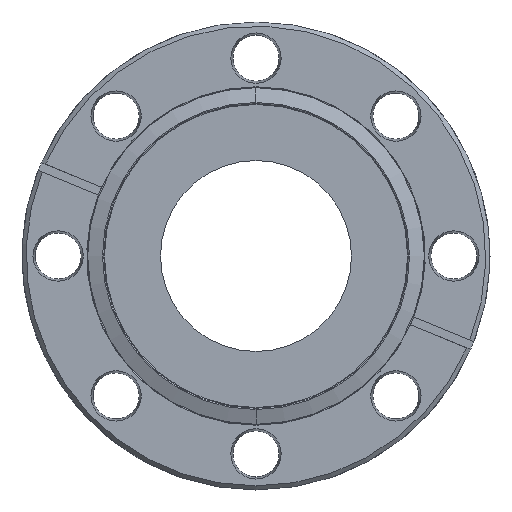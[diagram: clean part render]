
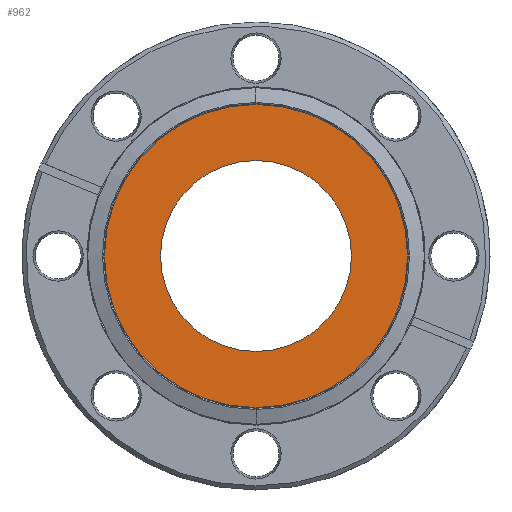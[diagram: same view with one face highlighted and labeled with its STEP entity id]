
A CAD part, left-side view. The second image highlights one B-rep face of the part: STEP entity #962.
In plain terms, the highlighted planar face has unit normal (-1, 0, 0).
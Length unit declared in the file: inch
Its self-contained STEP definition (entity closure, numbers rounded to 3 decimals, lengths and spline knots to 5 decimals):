
#95 = DIRECTION ( 'NONE',  ( -1., 0., 0. ) ) ;
#115 = AXIS2_PLACEMENT_3D ( 'NONE', #655, #1847, #861 ) ;
#333 = ORIENTED_EDGE ( 'NONE', *, *, #1989, .T. ) ;
#371 = DIRECTION ( 'NONE',  ( -1., 0., 0. ) ) ;
#372 = FACE_BOUND ( 'NONE', #2373, .T. ) ;
#411 = ORIENTED_EDGE ( 'NONE', *, *, #2154, .F. ) ;
#415 = CARTESIAN_POINT ( 'NONE',  ( 0.051, 0., 0.6875 ) ) ;
#417 = FACE_OUTER_BOUND ( 'NONE', #2426, .T. ) ;
#628 = CARTESIAN_POINT ( 'NONE',  ( 0.051, 0., 0. ) ) ;
#633 = VERTEX_POINT ( 'NONE', #415 ) ;
#655 = CARTESIAN_POINT ( 'NONE',  ( 0.051, 0., 0. ) ) ;
#778 = DIRECTION ( 'NONE',  ( 1., 0., 0. ) ) ;
#823 = CARTESIAN_POINT ( 'NONE',  ( 0.051, 0., -1.0914 ) ) ;
#861 = DIRECTION ( 'NONE',  ( 0., 0., 1. ) ) ;
#874 = EDGE_CURVE ( 'NONE', #633, #2148, #1414, .T. ) ;
#892 = CIRCLE ( 'NONE', #2100, 1.0914 ) ;
#937 = ORIENTED_EDGE ( 'NONE', *, *, #874, .F. ) ;
#950 = DIRECTION ( 'NONE',  ( 0., 0., -1. ) ) ;
#962 = ADVANCED_FACE ( 'NONE', ( #417, #372 ), #1405, .F. ) ;
#1067 = VERTEX_POINT ( 'NONE', #2070 ) ;
#1192 = CIRCLE ( 'NONE', #1313, 1.0914 ) ;
#1216 = EDGE_CURVE ( 'NONE', #1067, #1382, #1192, .T. ) ;
#1241 = CARTESIAN_POINT ( 'NONE',  ( 0.051, 0., -0.6875 ) ) ;
#1313 = AXIS2_PLACEMENT_3D ( 'NONE', #2158, #371, #2104 ) ;
#1382 = VERTEX_POINT ( 'NONE', #823 ) ;
#1405 = PLANE ( 'NONE',  #1926 ) ;
#1414 = CIRCLE ( 'NONE', #2491, 0.6875 ) ;
#1426 = DIRECTION ( 'NONE',  ( 0., 0., 1. ) ) ;
#1584 = DIRECTION ( 'NONE',  ( 0., 0., -1. ) ) ;
#1782 = CARTESIAN_POINT ( 'NONE',  ( 0.051, 0., 0. ) ) ;
#1847 = DIRECTION ( 'NONE',  ( -1., 0., 0. ) ) ;
#1926 = AXIS2_PLACEMENT_3D ( 'NONE', #2388, #778, #1584 ) ;
#1986 = DIRECTION ( 'NONE',  ( -1., 0., 0. ) ) ;
#1989 = EDGE_CURVE ( 'NONE', #1382, #1067, #892, .T. ) ;
#2070 = CARTESIAN_POINT ( 'NONE',  ( 0.051, 0., 1.0914 ) ) ;
#2100 = AXIS2_PLACEMENT_3D ( 'NONE', #1782, #1986, #950 ) ;
#2104 = DIRECTION ( 'NONE',  ( 0., 0., -1. ) ) ;
#2125 = ORIENTED_EDGE ( 'NONE', *, *, #1216, .T. ) ;
#2148 = VERTEX_POINT ( 'NONE', #1241 ) ;
#2154 = EDGE_CURVE ( 'NONE', #2148, #633, #2222, .T. ) ;
#2158 = CARTESIAN_POINT ( 'NONE',  ( 0.051, 0., 0. ) ) ;
#2222 = CIRCLE ( 'NONE', #115, 0.6875 ) ;
#2373 = EDGE_LOOP ( 'NONE', ( #937, #411 ) ) ;
#2388 = CARTESIAN_POINT ( 'NONE',  ( 0.051, 1.09559, 0. ) ) ;
#2426 = EDGE_LOOP ( 'NONE', ( #333, #2125 ) ) ;
#2491 = AXIS2_PLACEMENT_3D ( 'NONE', #628, #95, #1426 ) ;
